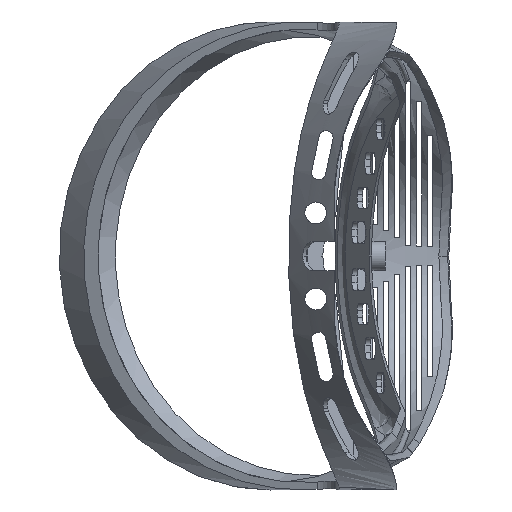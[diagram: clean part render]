
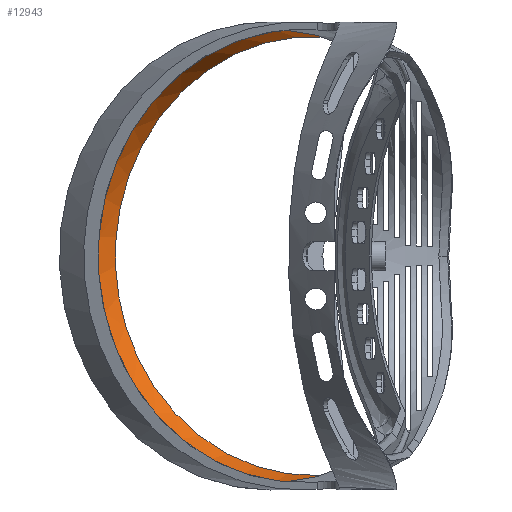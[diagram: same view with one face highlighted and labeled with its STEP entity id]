
A CAD part, left-side view. The second image highlights one B-rep face of the part: STEP entity #12943.
In plain terms, the highlighted conical face has half-angle 15.316 degrees and reference radius 62.148 mm.
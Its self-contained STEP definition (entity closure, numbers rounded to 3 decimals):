
#425 = EDGE_CURVE ( 'NONE', #20162, #4380, #20574, .T. ) ;
#624 = EDGE_CURVE ( 'NONE', #2723, #3513, #23008, .T. ) ;
#1910 = CARTESIAN_POINT ( 'NONE',  ( 892.585, 32.632, -631.305 ) ) ;
#2714 = CARTESIAN_POINT ( 'NONE',  ( 903.087, 53.98, -573.901 ) ) ;
#2723 = VERTEX_POINT ( 'NONE', #14228 ) ;
#2887 = DIRECTION ( 'NONE',  ( -0.897, 0.443, 0. ) ) ;
#3340 = EDGE_LOOP ( 'NONE', ( #16113, #7576, #23510, #17347, #18885, #18748 ) ) ;
#3513 = VERTEX_POINT ( 'NONE', #18433 ) ;
#4037 = CARTESIAN_POINT ( 'NONE',  ( 919.434, 71.174, -646.168 ) ) ;
#4253 = CONICAL_SURFACE ( 'NONE', #13701, 62.148, 0.267 ) ;
#4380 = VERTEX_POINT ( 'NONE', #19547 ) ;
#5408 = CARTESIAN_POINT ( 'NONE',  ( 892.637, 32.811, -516.411 ) ) ;
#5549 = B_SPLINE_CURVE_WITH_KNOTS ( 'NONE', 3,
 ( #18384, #20461, #17547, #25487 ),
 .UNSPECIFIED., .F., .F.,
 ( 4, 4 ),
 ( 0.06, 0.068 ),
 .UNSPECIFIED. ) ;
#6460 = CARTESIAN_POINT ( 'NONE',  ( 892.609, 32.754, -631.364 ) ) ;
#6462 = DIRECTION ( 'NONE',  ( 0.897, -0.443, 0. ) ) ;
#7576 = ORIENTED_EDGE ( 'NONE', *, *, #425, .T. ) ;
#8280 = CARTESIAN_POINT ( 'NONE',  ( 892.637, 32.811, -631.39 ) ) ;
#8447 = DIRECTION ( 'NONE',  ( 0.443, 0.897, 0. ) ) ;
#8658 = CARTESIAN_POINT ( 'NONE',  ( 935.884, 105.016, -573.901 ) ) ;
#8840 = CARTESIAN_POINT ( 'NONE',  ( 935.884, 105.016, -527.971 ) ) ;
#9274 = B_SPLINE_CURVE_WITH_KNOTS ( 'NONE', 3,
 ( #18960, #21044, #22868, #24952 ),
 .UNSPECIFIED., .F., .F.,
 ( 4, 4 ),
 ( 0., 0.008 ),
 .UNSPECIFIED. ) ;
#9516 =( BOUNDED_CURVE ( )  B_SPLINE_CURVE ( 3, ( #14418, #4037, #23349, #8658, #8840, #21155, #21071 ),
 .UNSPECIFIED., .F., .T. ) 
 B_SPLINE_CURVE_WITH_KNOTS ( ( 4, 3, 4 ),
 ( 4.363, 6.283, 8.203 ),
 .UNSPECIFIED. ) 
 CURVE ( )  GEOMETRIC_REPRESENTATION_ITEM ( )  RATIONAL_B_SPLINE_CURVE ( ( 1., 0.716, 0.716, 1., 0.716, 0.716, 1. ) ) 
 REPRESENTATION_ITEM ( '' )  );
#9574 = CARTESIAN_POINT ( 'NONE',  ( 892.591, 32.694, -516.465 ) ) ;
#9605 = AXIS2_PLACEMENT_3D ( 'NONE', #16963, #6462, #8447 ) ;
#9974 = VERTEX_POINT ( 'NONE', #20167 ) ;
#10213 = EDGE_CURVE ( 'NONE', #2723, #4380, #21433, .T. ) ;
#10573 = EDGE_CURVE ( 'NONE', #21572, #20162, #5549, .T. ) ;
#10645 = CARTESIAN_POINT ( 'NONE',  ( 892.591, 32.694, -631.336 ) ) ;
#11202 = CARTESIAN_POINT ( 'NONE',  ( 900.568, 32.361, -517.357 ) ) ;
#11408 = EDGE_CURVE ( 'NONE', #9974, #21572, #9516, .T. ) ;
#12943 = ADVANCED_FACE ( 'NONE', ( #21218 ), #4253, .F. ) ;
#13701 = AXIS2_PLACEMENT_3D ( 'NONE', #2714, #2887, #21503 ) ;
#14228 = CARTESIAN_POINT ( 'NONE',  ( 892.637, 32.811, -631.39 ) ) ;
#14418 = CARTESIAN_POINT ( 'NONE',  ( 900.568, 32.361, -630.445 ) ) ;
#15145 = EDGE_CURVE ( 'NONE', #3513, #9974, #9274, .T. ) ;
#15610 = CARTESIAN_POINT ( 'NONE',  ( 892.609, 32.754, -516.437 ) ) ;
#16113 = ORIENTED_EDGE ( 'NONE', *, *, #10573, .T. ) ;
#16963 = CARTESIAN_POINT ( 'NONE',  ( 903.087, 53.98, -573.901 ) ) ;
#17347 = ORIENTED_EDGE ( 'NONE', *, *, #624, .T. ) ;
#17547 = CARTESIAN_POINT ( 'NONE',  ( 895.249, 32.54, -516.762 ) ) ;
#18384 = CARTESIAN_POINT ( 'NONE',  ( 900.568, 32.361, -517.357 ) ) ;
#18433 = CARTESIAN_POINT ( 'NONE',  ( 892.585, 32.632, -631.305 ) ) ;
#18748 = ORIENTED_EDGE ( 'NONE', *, *, #11408, .T. ) ;
#18885 = ORIENTED_EDGE ( 'NONE', *, *, #15145, .T. ) ;
#18960 = CARTESIAN_POINT ( 'NONE',  ( 892.585, 32.632, -631.305 ) ) ;
#19547 = CARTESIAN_POINT ( 'NONE',  ( 892.637, 32.811, -516.411 ) ) ;
#20162 = VERTEX_POINT ( 'NONE', #22598 ) ;
#20165 = CARTESIAN_POINT ( 'NONE',  ( 892.585, 32.632, -516.496 ) ) ;
#20167 = CARTESIAN_POINT ( 'NONE',  ( 900.568, 32.361, -630.445 ) ) ;
#20461 = CARTESIAN_POINT ( 'NONE',  ( 897.91, 32.449, -517.049 ) ) ;
#20574 = B_SPLINE_CURVE_WITH_KNOTS ( 'NONE', 3,
 ( #20165, #9574, #15610, #5408 ),
 .UNSPECIFIED., .F., .F.,
 ( 4, 4 ),
 ( 0., 0. ),
 .UNSPECIFIED. ) ;
#21044 = CARTESIAN_POINT ( 'NONE',  ( 895.248, 32.54, -631.039 ) ) ;
#21071 = CARTESIAN_POINT ( 'NONE',  ( 900.568, 32.361, -517.357 ) ) ;
#21155 = CARTESIAN_POINT ( 'NONE',  ( 919.434, 71.174, -501.633 ) ) ;
#21218 = FACE_OUTER_BOUND ( 'NONE', #3340, .T. ) ;
#21433 = CIRCLE ( 'NONE', #9605, 62.148 ) ;
#21503 = DIRECTION ( 'NONE',  ( -0.443, -0.897, 0. ) ) ;
#21572 = VERTEX_POINT ( 'NONE', #11202 ) ;
#22598 = CARTESIAN_POINT ( 'NONE',  ( 892.585, 32.632, -516.496 ) ) ;
#22868 = CARTESIAN_POINT ( 'NONE',  ( 897.909, 32.449, -630.753 ) ) ;
#23008 = B_SPLINE_CURVE_WITH_KNOTS ( 'NONE', 3,
 ( #8280, #6460, #10645, #1910 ),
 .UNSPECIFIED., .F., .F.,
 ( 4, 4 ),
 ( 0., 0. ),
 .UNSPECIFIED. ) ;
#23349 = CARTESIAN_POINT ( 'NONE',  ( 935.884, 105.016, -619.83 ) ) ;
#23510 = ORIENTED_EDGE ( 'NONE', *, *, #10213, .F. ) ;
#24952 = CARTESIAN_POINT ( 'NONE',  ( 900.568, 32.361, -630.445 ) ) ;
#25487 = CARTESIAN_POINT ( 'NONE',  ( 892.585, 32.632, -516.496 ) ) ;
